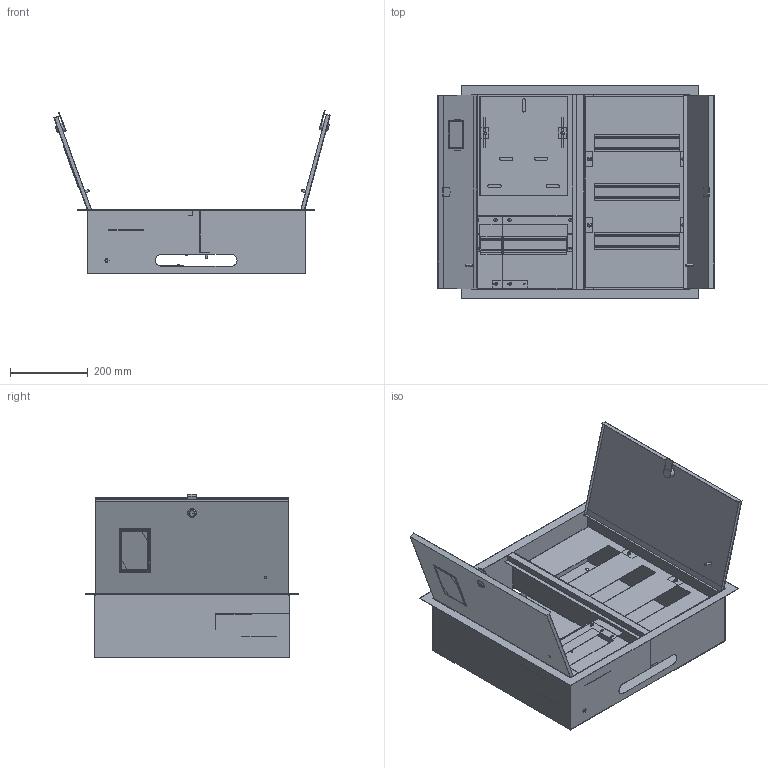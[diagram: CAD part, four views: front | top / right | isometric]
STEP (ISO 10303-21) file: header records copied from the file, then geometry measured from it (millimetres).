
FILE_DESCRIPTION (( 'STEP AP214' ), '1' );
FILE_NAME ('ShURV-3_48_zo-1.STEP', '2017-01-11T13:38:57', ( 'user' ), ( '' ), 'SwSTEP 2.0', 'SolidWorks 2014', '' );
FILE_SCHEMA (( 'AUTOMOTIVE_DESIGN' ));
Length unit declared in the file: millimetre
Products named in the file (13): Dver_1; Panel_D_2; STEKLO_IEK; Panel_Prav_-01; Panel_-01; SC GOST 17473_gost_‚¨­â A.M4x10 ƒŽ‘’ 17473-80; DIN-Reika_18 ｢箘ｬ箘｢; Dver_3; SC GOST 17473_gost_‚¨­â A.M6x16 ƒŽ‘’ 17473-80; ShURV-3_48_zo-1; Panel_Lev_-01; SC GOST 17473_gost_‚¨­â A.M5x10 ƒŽ‘’ 17473-80; Obolochka_SHURV_3_48
Assembly tree (32 placements, depth 2):
  ShURV-3_48_zo-1
    Obolochka_SHURV_3_48
    Dver_1
    Panel_-01
    SC GOST 17473_gost_‚¨­â A.M5x10 ƒŽ‘’ 17473-80  x8
    SC GOST 17473_gost_‚¨­â A.M4x10 ƒŽ‘’ 17473-80  x2
    Panel_Lev_-01
    Panel_Prav_-01
    STEKLO_IEK
    DIN-Reika_18 ｢箘ｬ箘｢  x4
    SC GOST 17473_gost_‚¨­â A.M6x16 ƒŽ‘’ 17473-80  x10
    Panel_D_2
    Dver_3
Bounding box: 710.69 x 550 x 421.66 mm (x, y, z)
Volume: 1231046.5 mm3; surface area: 2730852.6 mm2
Topology: 35 solids, 35 shells, 797 faces, 1912 edges, 1228 vertices
Faces by surface type: plane 525, cylinder 224, sphere 40, cone 8
Entity records: 16898 total; most frequent: DIRECTION 2798, CARTESIAN_POINT 2775, ORIENTED_EDGE 2684, EDGE_CURVE 1342, VECTOR 992, LINE 992, AXIS2_PLACEMENT_3D 903, VERTEX_POINT 880
